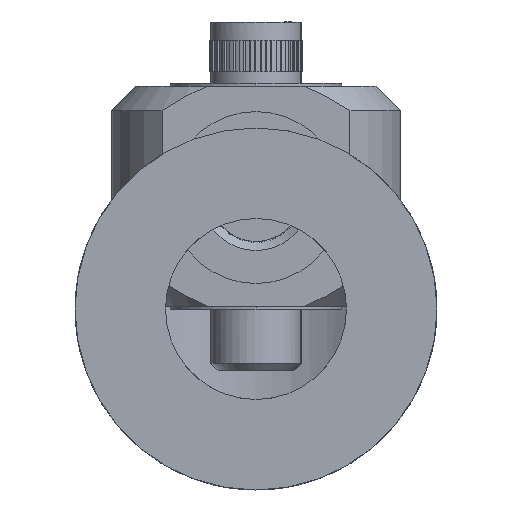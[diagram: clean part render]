
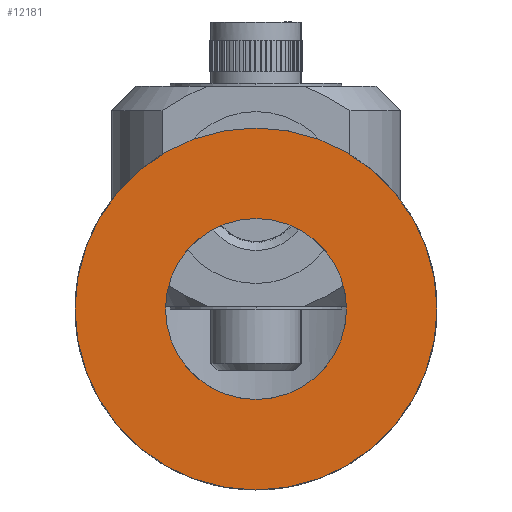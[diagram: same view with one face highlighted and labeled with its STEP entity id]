
A CAD part, left-side view. The second image highlights one B-rep face of the part: STEP entity #12181.
In plain terms, the highlighted face is planar.
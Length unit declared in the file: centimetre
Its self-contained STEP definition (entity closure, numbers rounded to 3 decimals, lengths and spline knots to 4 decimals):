
#2710=PLANE('',#12929);
#3247=VERTEX_POINT('',#17864);
#3279=VERTEX_POINT('',#18261);
#4370=CIRCLE('',#12907,1.);
#4376=CIRCLE('',#12928,2.);
#5090=EDGE_CURVE('',#3247,#3247,#4370,.T.);
#5136=EDGE_CURVE('',#3279,#3279,#4376,.T.);
#7026=ORIENTED_EDGE('',*,*,#5090,.T.);
#7027=ORIENTED_EDGE('',*,*,#5136,.F.);
#10646=EDGE_LOOP('',(#7026));
#10647=EDGE_LOOP('',(#7027));
#11417=FACE_BOUND('',#10646,.T.);
#11418=FACE_BOUND('',#10647,.T.);
#12181=ADVANCED_FACE('',(#11417,#11418),#2710,.T.);
#12907=AXIS2_PLACEMENT_3D('',#17863,#14380,#14381);
#12928=AXIS2_PLACEMENT_3D('',#18260,#14434,#14435);
#12929=AXIS2_PLACEMENT_3D('',#18262,#14436,$);
#14380=DIRECTION('',(0.,0.,-1.));
#14381=DIRECTION('',(1.,0.,0.));
#14434=DIRECTION('',(0.,0.,-1.));
#14435=DIRECTION('',(2.,0.,0.));
#14436=DIRECTION('',(0.,0.,1.));
#17863=CARTESIAN_POINT('',(0.,0.,5.4));
#17864=CARTESIAN_POINT('',(-1.,0.,5.4));
#18260=CARTESIAN_POINT('',(0.,0.,5.4));
#18261=CARTESIAN_POINT('',(2.,0.,5.4));
#18262=CARTESIAN_POINT('',(0.,0.,5.4));
